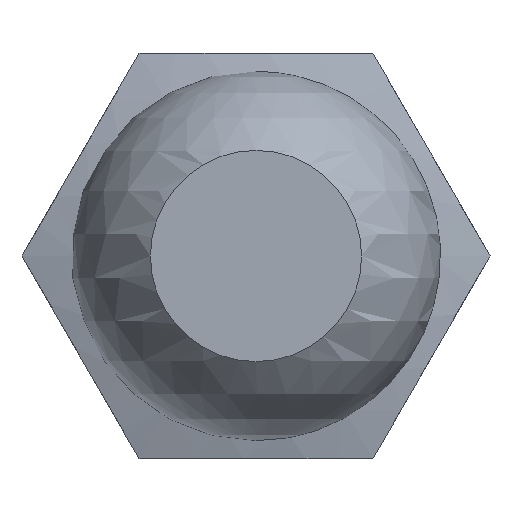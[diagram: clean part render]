
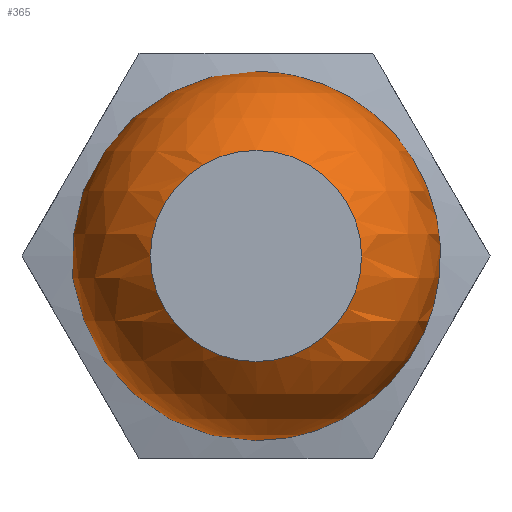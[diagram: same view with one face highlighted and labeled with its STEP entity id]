
A CAD part, left-side view. The second image highlights one B-rep face of the part: STEP entity #365.
In plain terms, the highlighted spherical face has radius 6.502 mm.
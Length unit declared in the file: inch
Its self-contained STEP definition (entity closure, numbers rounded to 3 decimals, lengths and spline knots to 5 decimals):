
#331=CARTESIAN_POINT('',(-0.33803,0.14354,0.0));
#332=VERTEX_POINT('',#331);
#333=CARTESIAN_POINT('',(-0.33803,0.,0.0));
#334=DIRECTION('',(1.0,0.0,0.0));
#335=DIRECTION('',(0.0,-1.0,0.0));
#336=AXIS2_PLACEMENT_3D('',#333,#334,#335);
#337=CIRCLE('',#336,0.14354);
#338=EDGE_CURVE('',#332,#332,#337,.T.);
#346=CARTESIAN_POINT('',(-0.55,0.,0.0));
#347=DIRECTION('',(0.0,0.0,1.0));
#348=DIRECTION('',(1.0,0.0,0.0));
#349=AXIS2_PLACEMENT_3D('',#346,#347,#348);
#350=SPHERICAL_SURFACE('',#349,0.256);
#351=CARTESIAN_POINT('',(-0.76,0.14641,0.0));
#352=VERTEX_POINT('',#351);
#353=CARTESIAN_POINT('',(-0.76,0.0,0.0));
#354=DIRECTION('',(1.0,0.0,0.0));
#355=DIRECTION('',(0.0,1.0,0.0));
#356=AXIS2_PLACEMENT_3D('',#353,#354,#355);
#357=CIRCLE('',#356,0.14641);
#358=EDGE_CURVE('',#352,#352,#357,.T.);
#359=ORIENTED_EDGE('',*,*,#358,.T.);
#360=EDGE_LOOP('',(#359));
#361=FACE_OUTER_BOUND('',#360,.T.);
#362=ORIENTED_EDGE('',*,*,#338,.F.);
#363=EDGE_LOOP('',(#362));
#364=FACE_BOUND('',#363,.T.);
#365=ADVANCED_FACE('',(#361,#364),#350,.T.);
